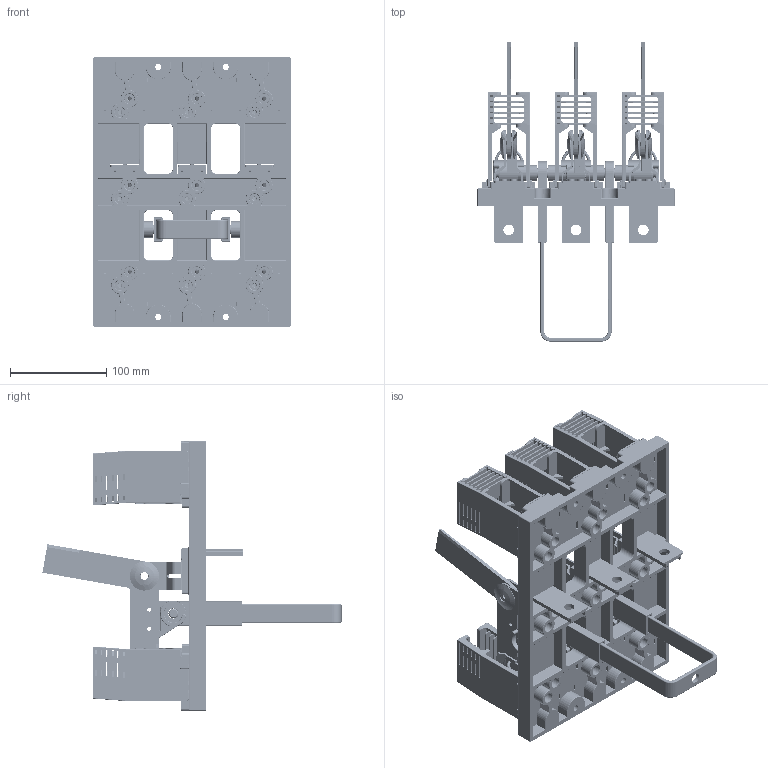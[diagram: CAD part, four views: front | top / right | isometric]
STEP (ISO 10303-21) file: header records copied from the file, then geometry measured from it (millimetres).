
FILE_DESCRIPTION((''),'2;1');
FILE_NAME('ASM0001_ASM','2024-06-11T',('Administrator'),(''),'PRO/ENGINEER BY PARAMETRIC TECHNOLOGY CORPORATION, 2009440','PRO/ENGINEER BY PARAMETRIC TECHNOLOGY CORPORATION, 2009440','');
FILE_SCHEMA(('CONFIG_CONTROL_DESIGN'));
Products named in the file (16): DIBAN; HOUCHUTOU; QIANCHUTOU; CHUTOU; KAHUANG; JUEYUANJIAN; ZHOU10; JUANYUANTAO; LAGAN; PANXINGTANHANG; GEHUBAN; MIEHUPIAN; MIEHUSHI_ASM; ZHUTAO; YANBAN; ASM0001_ASM
Assembly tree (49 placements, depth 3):
  ASM0001_ASM
    DIBAN
    HOUCHUTOU  x3
    QIANCHUTOU  x6
    CHUTOU  x3
    KAHUANG  x3
    JUEYUANJIAN  x3
    ZHOU10
    JUANYUANTAO  x2
    LAGAN
    PANXINGTANHANG  x6
    MIEHUSHI_ASM  x6
      GEHUBAN
      MIEHUPIAN
    ZHUTAO  x4
    YANBAN  x3
Bounding box: 205 x 311.01 x 280 mm (x, y, z)
Volume: 1194674.2 mm3; surface area: 773833.6 mm2
Topology: 84 solids, 84 shells, 6341 faces, 17294 edges, 10946 vertices
Faces by surface type: plane 3290, cylinder 2126, torus 541, bspline 170, sphere 158, cone 52, extrusion 4
Entity records: 84488 total; most frequent: CARTESIAN_POINT 17781, DIRECTION 14322, ORIENTED_EDGE 13754, EDGE_CURVE 6877, AXIS2_PLACEMENT_3D 5133, VERTEX_POINT 4288, VECTOR 4056, LINE 4052
